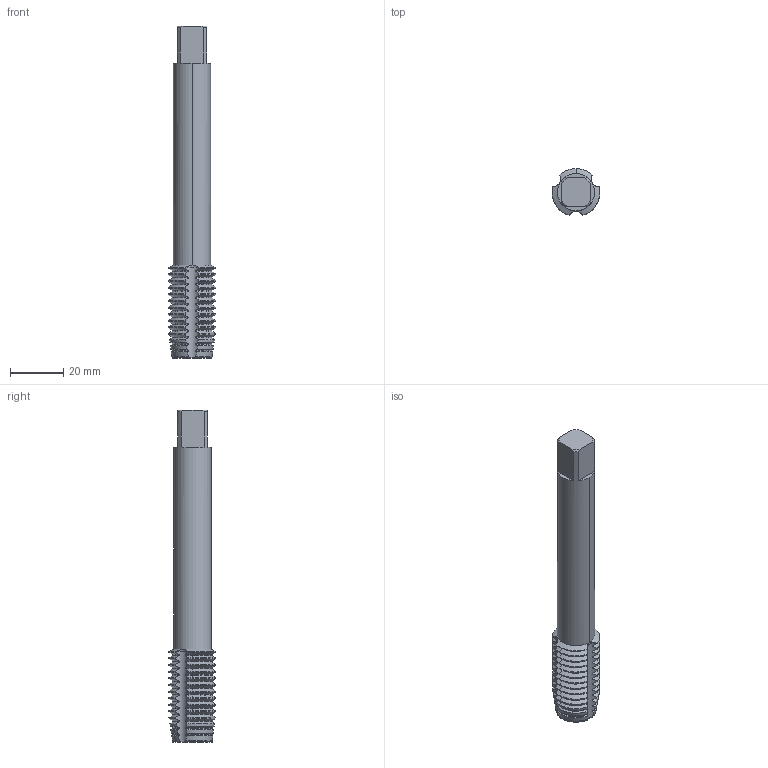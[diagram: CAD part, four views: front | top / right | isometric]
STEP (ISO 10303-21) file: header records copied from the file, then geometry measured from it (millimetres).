
FILE_DESCRIPTION(('no description'),'unknown implementation level');
FILE_NAME('solidB3BX5gUDmCRFtmba6bV_7mrS7IE_1.STP',' ',('CIM GmbH Aachen'),('CADClick - KiM GmbH - www.kimweb.de'),'unknown preprocess','ACIS','unknown authorization');
FILE_SCHEMA(('automotive_design'));
Length unit declared in the file: millimetre
Products named in the file (2): 1; 2
Bounding box: 18 x 17.62 x 125 mm (x, y, z)
Volume: 20345.9 mm3; surface area: 10087.6 mm2
Topology: 2 solids, 2 shells, 320 faces, 885 edges, 569 vertices
Faces by surface type: cone 170, cylinder 130, plane 17, torus 3
Entity records: 22304 total; most frequent: CARTESIAN_POINT 4393, STYLED_ITEM 1776, PRESENTATION_STYLE_ASSIGNMENT 1776, COLOUR_RGB 1776, ORIENTED_EDGE 1770, DIRECTION 1666, EDGE_CURVE 885, CURVE_STYLE 885
